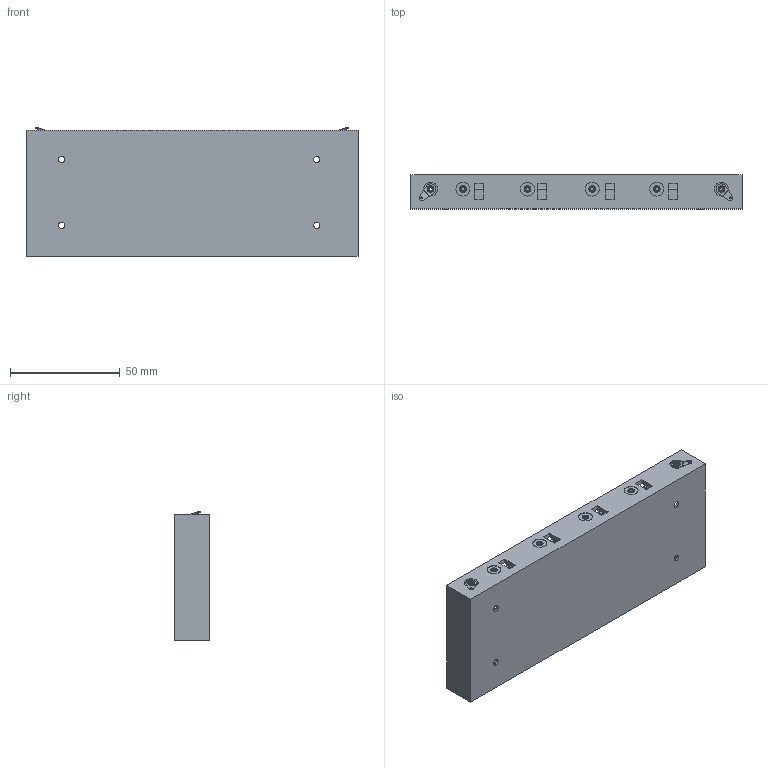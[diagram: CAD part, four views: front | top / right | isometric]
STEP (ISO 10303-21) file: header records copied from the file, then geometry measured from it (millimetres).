
FILE_DESCRIPTION (( 'STEP AP214' ), '1' );
FILE_NAME ('BH10AAL.STEP', '2019-12-03T14:32:05', ( '' ), ( '' ), 'SwSTEP 2.0', 'SolidWorks 2017', '' );
FILE_SCHEMA (( 'AUTOMOTIVE_DESIGN' ));
Length unit declared in the file: millimetre
Products named in the file (1): BH10AAL
Bounding box: 151.42 x 15.6 x 58.75 mm (x, y, z)
Volume: 31775 mm3; surface area: 36393.1 mm2
Topology: 32 solids, 32 shells, 1149 faces, 2720 edges, 1750 vertices
Faces by surface type: plane 551, cylinder 347, torus 211, bspline 40
Entity records: 48668 total; most frequent: CARTESIAN_POINT 21120, DIRECTION 5861, ORIENTED_EDGE 5440, EDGE_CURVE 2720, AXIS2_PLACEMENT_3D 2209, VERTEX_POINT 1750, VECTOR 1443, LINE 1443
